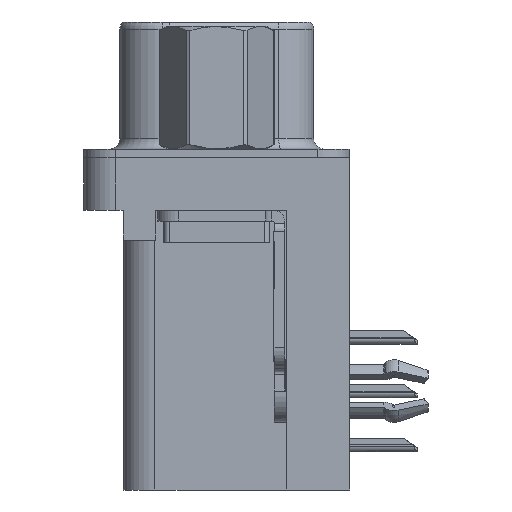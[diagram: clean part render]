
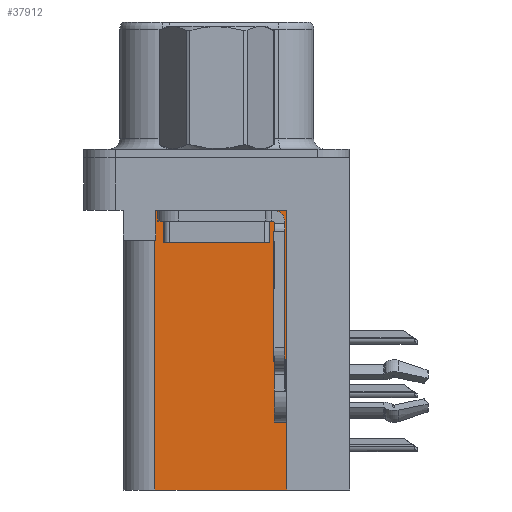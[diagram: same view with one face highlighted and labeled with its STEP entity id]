
A CAD part, left-side view. The second image highlights one B-rep face of the part: STEP entity #37912.
In plain terms, the highlighted planar face has unit normal (-1, 0, 0).
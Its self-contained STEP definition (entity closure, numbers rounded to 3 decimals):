
#579 = CARTESIAN_POINT ( 'NONE',  ( 3.79, 2.895, -3.9 ) ) ;
#851 = DIRECTION ( 'NONE',  ( 0., 1., 0. ) ) ;
#911 = DIRECTION ( 'NONE',  ( 0., 0., -1. ) ) ;
#1833 = CARTESIAN_POINT ( 'NONE',  ( 3.79, 0., -3.9 ) ) ;
#2526 = EDGE_CURVE ( 'NONE', #39760, #31019, #24070, .T. ) ;
#3273 = LINE ( 'NONE', #23490, #36234 ) ;
#5128 = CARTESIAN_POINT ( 'NONE',  ( 3.79, -3.295, -2.5 ) ) ;
#5217 = DIRECTION ( 'NONE',  ( 0., 1., 0. ) ) ;
#6025 = LINE ( 'NONE', #8394, #21786 ) ;
#6408 = ORIENTED_EDGE ( 'NONE', *, *, #39219, .T. ) ;
#7467 = LINE ( 'NONE', #39336, #40448 ) ;
#8152 = ORIENTED_EDGE ( 'NONE', *, *, #40033, .T. ) ;
#8394 = CARTESIAN_POINT ( 'NONE',  ( 3.79, -3.295, -15.7 ) ) ;
#10591 = ORIENTED_EDGE ( 'NONE', *, *, #20523, .T. ) ;
#10749 = CARTESIAN_POINT ( 'NONE',  ( 3.79, 2.895, -3.9 ) ) ;
#10897 = CARTESIAN_POINT ( 'NONE',  ( 3.79, 2.925, -3.9 ) ) ;
#10942 = PLANE ( 'NONE',  #40610 ) ;
#10979 = DIRECTION ( 'NONE',  ( 0., 1., 0. ) ) ;
#11549 = DIRECTION ( 'NONE',  ( 0., 0., 1. ) ) ;
#12007 = LINE ( 'NONE', #1833, #26824 ) ;
#14466 = ORIENTED_EDGE ( 'NONE', *, *, #40966, .F. ) ;
#15463 = CARTESIAN_POINT ( 'NONE',  ( 3.79, -3.295, -15.7 ) ) ;
#17388 = DIRECTION ( 'NONE',  ( 1., 0., 0. ) ) ;
#19379 = ORIENTED_EDGE ( 'NONE', *, *, #2526, .F. ) ;
#20277 = CARTESIAN_POINT ( 'NONE',  ( 3.79, 2.895, -2.5 ) ) ;
#20523 = EDGE_CURVE ( 'NONE', #21335, #28083, #24192, .T. ) ;
#21319 = EDGE_CURVE ( 'NONE', #38692, #21335, #3273, .T. ) ;
#21335 = VERTEX_POINT ( 'NONE', #20277 ) ;
#21786 = VECTOR ( 'NONE', #11549, 1000. ) ;
#22413 = CARTESIAN_POINT ( 'NONE',  ( 3.79, 2.925, -15.7 ) ) ;
#23490 = CARTESIAN_POINT ( 'NONE',  ( 3.79, -3.295, -2.5 ) ) ;
#23588 = CARTESIAN_POINT ( 'NONE',  ( 3.79, -3.295, -15.7 ) ) ;
#24070 = LINE ( 'NONE', #22413, #29473 ) ;
#24192 = LINE ( 'NONE', #10749, #40398 ) ;
#26824 = VECTOR ( 'NONE', #5217, 1000. ) ;
#28083 = VERTEX_POINT ( 'NONE', #579 ) ;
#29198 = CARTESIAN_POINT ( 'NONE',  ( 3.79, 2.925, -15.7 ) ) ;
#29473 = VECTOR ( 'NONE', #35482, 1000. ) ;
#30641 = VERTEX_POINT ( 'NONE', #15463 ) ;
#31019 = VERTEX_POINT ( 'NONE', #10897 ) ;
#32176 = EDGE_LOOP ( 'NONE', ( #38713, #10591, #6408, #19379, #14466, #8152 ) ) ;
#35482 = DIRECTION ( 'NONE',  ( 0., 0., 1. ) ) ;
#36234 = VECTOR ( 'NONE', #10979, 1000. ) ;
#37618 = FACE_OUTER_BOUND ( 'NONE', #32176, .T. ) ;
#37912 = ADVANCED_FACE ( 'NONE', ( #37618 ), #10942, .F. ) ;
#38692 = VERTEX_POINT ( 'NONE', #5128 ) ;
#38713 = ORIENTED_EDGE ( 'NONE', *, *, #21319, .T. ) ;
#39219 = EDGE_CURVE ( 'NONE', #28083, #31019, #12007, .T. ) ;
#39336 = CARTESIAN_POINT ( 'NONE',  ( 3.79, -3.295, -15.7 ) ) ;
#39760 = VERTEX_POINT ( 'NONE', #29198 ) ;
#39879 = DIRECTION ( 'NONE',  ( 0., 0., -1. ) ) ;
#40033 = EDGE_CURVE ( 'NONE', #30641, #38692, #6025, .T. ) ;
#40398 = VECTOR ( 'NONE', #911, 1000. ) ;
#40448 = VECTOR ( 'NONE', #851, 1000. ) ;
#40610 = AXIS2_PLACEMENT_3D ( 'NONE', #23588, #17388, #39879 ) ;
#40966 = EDGE_CURVE ( 'NONE', #30641, #39760, #7467, .T. ) ;
